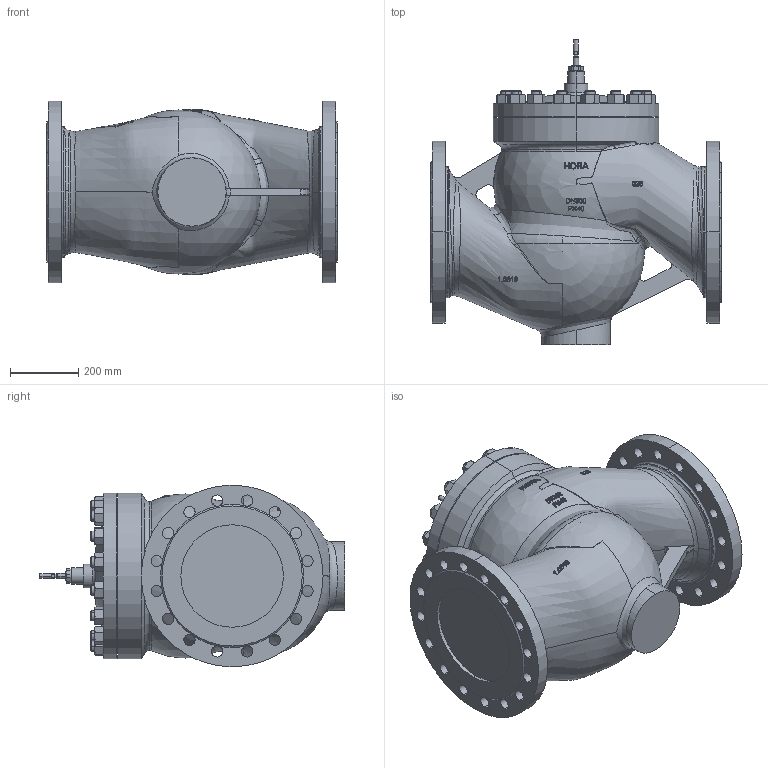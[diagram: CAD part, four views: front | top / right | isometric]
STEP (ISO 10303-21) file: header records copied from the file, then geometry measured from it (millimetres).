
FILE_DESCRIPTION (( 'STEP AP203' ), '1' );
FILE_NAME ('BR240S DN300 XXX PN40 for MC_STEP (Defeature).STEP', '2015-03-09T15:01:01', ( 'HORA' ), ( 'Holter Regelamaturen GmbH & Co. KG' ), 'SwSTEP 2.0', 'SolidWorks 2014', '' );
FILE_SCHEMA (( 'CONFIG_CONTROL_DESIGN' ));
Products named in the file (1): BR240S DN300 XXX PN40 for MC_STEP (Defeature)
Bounding box: 850 x 894 x 532 mm (x, y, z)
Volume: 157335870.2 mm3; surface area: 2722103.3 mm2
Topology: 1 solids, 1 shells, 1057 faces, 2692 edges, 1696 vertices
Faces by surface type: plane 308, cone 247, bspline 213, cylinder 200, torus 61, sphere 28
Entity records: 230876 total; most frequent: CARTESIAN_POINT 206891, ORIENTED_EDGE 5348, DIRECTION 4446, EDGE_CURVE 2674, AXIS2_PLACEMENT_3D 1898, VERTEX_POINT 1688, EDGE_LOOP 1226, ADVANCED_FACE 1057
